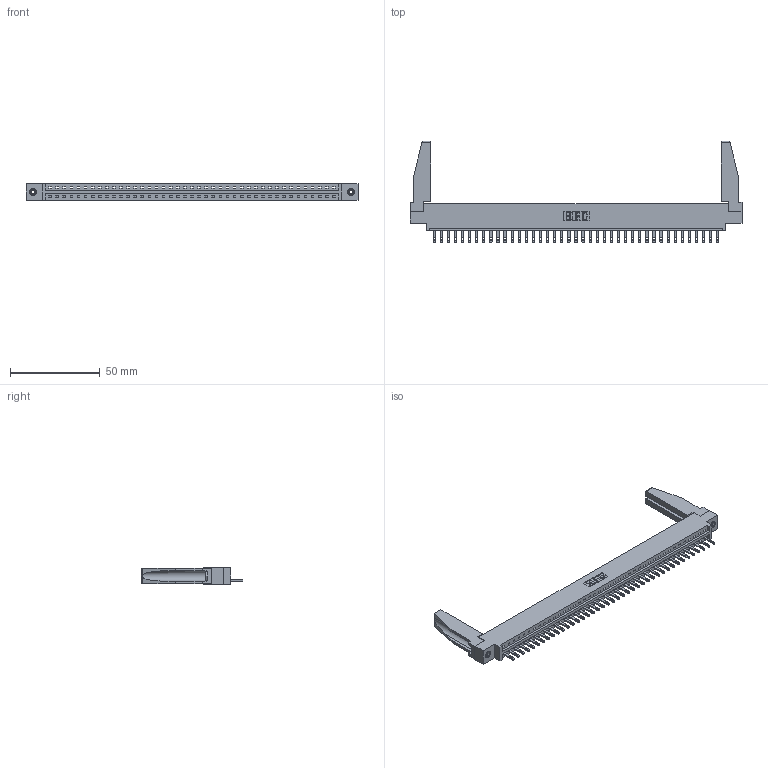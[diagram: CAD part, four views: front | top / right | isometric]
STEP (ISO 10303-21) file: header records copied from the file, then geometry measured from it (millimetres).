
FILE_DESCRIPTION (( 'STEP AP203' ), '1' );
FILE_NAME ('337-041-500-678.STEP', '2019-10-01T20:20:10', ( '' ), ( '' ), 'SwSTEP 2.0', 'SolidWorks 2016', '' );
FILE_SCHEMA (( 'CONFIG_CONTROL_DESIGN' ));
Length unit declared in the file: inch
Products named in the file (5): 337-041-500-678; 307-220-078; 337 Part_0.170 Offset - 0.156 Dia-TI; 345-250-001_345-250-001-102; 345-292-001_345-293-100
Assembly tree (46 placements, depth 2):
  337-041-500-678
    337 Part_0.170 Offset - 0.156 Dia-TI
    345-292-001_345-293-100  x41
    345-250-001_345-250-001-102  x2
    307-220-078  x2
Bounding box: 185.47 x 56.65 x 9.4 mm (x, y, z)
Volume: 23165.3 mm3; surface area: 23834.8 mm2
Topology: 46 solids, 46 shells, 2626 faces, 8033 edges, 5346 vertices
Faces by surface type: plane 1798, cylinder 812, cone 12, torus 4
Entity records: 33108 total; most frequent: CARTESIAN_POINT 5759, ORIENTED_EDGE 5692, DIRECTION 4860, EDGE_CURVE 2846, VECTOR 2676, LINE 2676, VERTEX_POINT 1892, AXIS2_PLACEMENT_3D 1092
